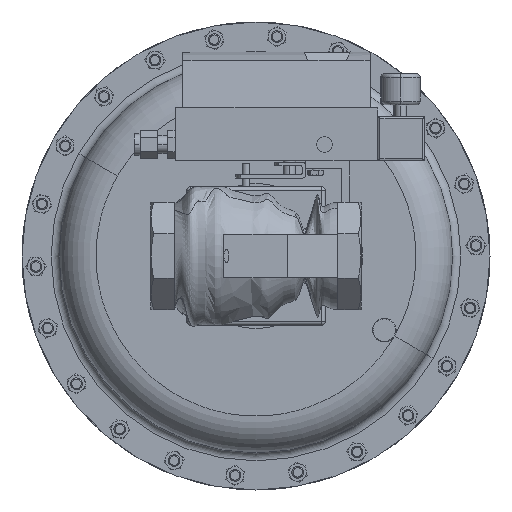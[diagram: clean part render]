
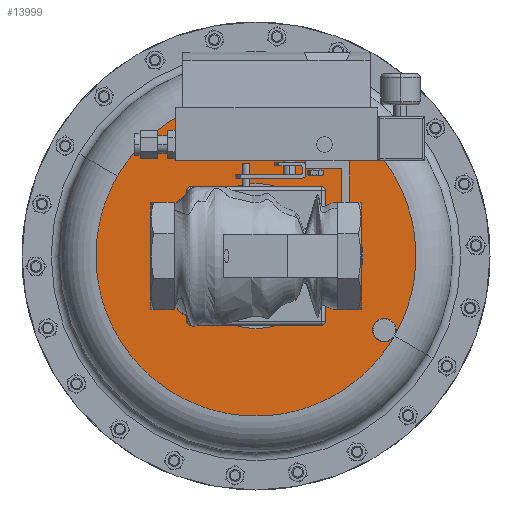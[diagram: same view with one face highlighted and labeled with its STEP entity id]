
A CAD part, front view. The second image highlights one B-rep face of the part: STEP entity #13999.
In plain terms, the highlighted planar face has unit normal (0, -1, 0).
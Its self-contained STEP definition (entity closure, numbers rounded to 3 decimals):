
#1587 = DIRECTION ( 'NONE',  ( 0., 1., 0. ) ) ;
#2507 = CIRCLE ( 'NONE', #47419, 5.125 ) ;
#2802 = CARTESIAN_POINT ( 'NONE',  ( 0., 8.92, 0. ) ) ;
#3786 = EDGE_CURVE ( 'NONE', #59671, #45957, #46828, .T. ) ;
#6237 = CARTESIAN_POINT ( 'NONE',  ( 0., 8.92, 0. ) ) ;
#6878 = CARTESIAN_POINT ( 'NONE',  ( 0., 8.92, 0. ) ) ;
#7033 = EDGE_CURVE ( 'NONE', #51143, #25688, #41523, .T. ) ;
#7122 = AXIS2_PLACEMENT_3D ( 'NONE', #23112, #55855, #27838 ) ;
#7504 = DIRECTION ( 'NONE',  ( 0., 0., -1. ) ) ;
#8390 = CARTESIAN_POINT ( 'NONE',  ( 4.438, 8.92, -2.563 ) ) ;
#8774 = CIRCLE ( 'NONE', #7122, 0.375 ) ;
#9584 = FACE_BOUND ( 'NONE', #29438, .T. ) ;
#10369 = ORIENTED_EDGE ( 'NONE', *, *, #7033, .F. ) ;
#10913 = DIRECTION ( 'NONE',  ( 0., 0., -1. ) ) ;
#11565 = DIRECTION ( 'NONE',  ( 0.866, 0., -0.5 ) ) ;
#13635 = ORIENTED_EDGE ( 'NONE', *, *, #59278, .F. ) ;
#13999 = ADVANCED_FACE ( 'NONE', ( #9584, #59417 ), #34738, .T. ) ;
#15476 = CIRCLE ( 'NONE', #24364, 0.375 ) ;
#16230 = AXIS2_PLACEMENT_3D ( 'NONE', #48667, #53743, #25733 ) ;
#18481 = CARTESIAN_POINT ( 'NONE',  ( 0., 8.92, -2.325 ) ) ;
#21098 = EDGE_CURVE ( 'NONE', #25688, #51143, #2507, .T. ) ;
#21341 = VERTEX_POINT ( 'NONE', #43507 ) ;
#21976 = CARTESIAN_POINT ( 'NONE',  ( 0., 8.92, 2.325 ) ) ;
#23064 = ORIENTED_EDGE ( 'NONE', *, *, #21098, .F. ) ;
#23112 = CARTESIAN_POINT ( 'NONE',  ( 4.114, 8.92, -2.375 ) ) ;
#24364 = AXIS2_PLACEMENT_3D ( 'NONE', #29628, #1587, #34352 ) ;
#25653 = ORIENTED_EDGE ( 'NONE', *, *, #3786, .F. ) ;
#25688 = VERTEX_POINT ( 'NONE', #31175 ) ;
#25733 = DIRECTION ( 'NONE',  ( -0.866, 0., 0.5 ) ) ;
#27219 = DIRECTION ( 'NONE',  ( 0., 1., 0. ) ) ;
#27838 = DIRECTION ( 'NONE',  ( 0.866, 0., -0.5 ) ) ;
#28014 = AXIS2_PLACEMENT_3D ( 'NONE', #6237, #38976, #10913 ) ;
#28149 = AXIS2_PLACEMENT_3D ( 'NONE', #6878, #39620, #11565 ) ;
#28708 = AXIS2_PLACEMENT_3D ( 'NONE', #2802, #35558, #7504 ) ;
#29438 = EDGE_LOOP ( 'NONE', ( #25653, #13635 ) ) ;
#29628 = CARTESIAN_POINT ( 'NONE',  ( 4.114, 8.92, -2.375 ) ) ;
#31175 = CARTESIAN_POINT ( 'NONE',  ( -4.438, 8.92, 2.563 ) ) ;
#34352 = DIRECTION ( 'NONE',  ( 0.866, 0., -0.5 ) ) ;
#34738 = PLANE ( 'NONE',  #16230 ) ;
#35558 = DIRECTION ( 'NONE',  ( 0., -1., 0. ) ) ;
#36805 = EDGE_CURVE ( 'NONE', #51143, #21341, #15476, .T. ) ;
#38179 = EDGE_CURVE ( 'NONE', #21341, #51143, #8774, .T. ) ;
#38976 = DIRECTION ( 'NONE',  ( 0., -1., 0. ) ) ;
#39620 = DIRECTION ( 'NONE',  ( 0., 1., 0. ) ) ;
#41523 = CIRCLE ( 'NONE', #28149, 5.125 ) ;
#43284 = ORIENTED_EDGE ( 'NONE', *, *, #38179, .T. ) ;
#43507 = CARTESIAN_POINT ( 'NONE',  ( 3.789, 8.92, -2.188 ) ) ;
#45957 = VERTEX_POINT ( 'NONE', #21976 ) ;
#46828 = CIRCLE ( 'NONE', #28708, 2.325 ) ;
#47419 = AXIS2_PLACEMENT_3D ( 'NONE', #55210, #27219, #59920 ) ;
#48389 = EDGE_LOOP ( 'NONE', ( #10369, #50056, #43284, #23064 ) ) ;
#48667 = CARTESIAN_POINT ( 'NONE',  ( -2.563, 8.92, -4.438 ) ) ;
#50056 = ORIENTED_EDGE ( 'NONE', *, *, #36805, .T. ) ;
#51143 = VERTEX_POINT ( 'NONE', #8390 ) ;
#53743 = DIRECTION ( 'NONE',  ( 0., -1., 0. ) ) ;
#55210 = CARTESIAN_POINT ( 'NONE',  ( 0., 8.92, 0. ) ) ;
#55855 = DIRECTION ( 'NONE',  ( 0., 1., 0. ) ) ;
#59278 = EDGE_CURVE ( 'NONE', #45957, #59671, #60204, .T. ) ;
#59417 = FACE_OUTER_BOUND ( 'NONE', #48389, .T. ) ;
#59671 = VERTEX_POINT ( 'NONE', #18481 ) ;
#59920 = DIRECTION ( 'NONE',  ( 0.866, 0., -0.5 ) ) ;
#60204 = CIRCLE ( 'NONE', #28014, 2.325 ) ;
